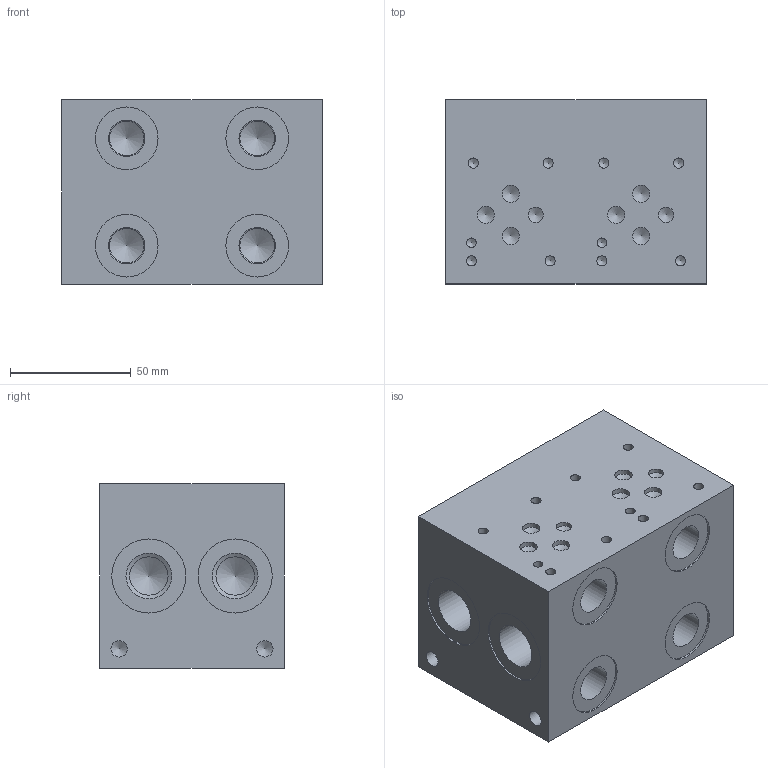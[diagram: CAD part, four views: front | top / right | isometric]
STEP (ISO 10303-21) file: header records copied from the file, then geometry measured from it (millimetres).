
FILE_DESCRIPTION((''),'2;1');
FILE_NAME('AD03P022B.stp','2013-04-16T07:31:43',('juliea'),(''),'Autodesk Inventor 2012','Autodesk Inventor 2012','');
FILE_SCHEMA(('AUTOMOTIVE_DESIGN { 1 0 10303 214 1 1 1 1 }'));
Length unit declared in the file: millimetre
Products named in the file (1): AD03P022B
Bounding box: 107.95 x 76.2 x 76.2 mm (x, y, z)
Volume: 576460.3 mm3; surface area: 58293.9 mm2
Topology: 1 solids, 1 shells, 98 faces, 218 edges, 130 vertices
Faces by surface type: cylinder 46, cone 38, plane 14
Full cylindrical faces by diameter (mm): 3.962 x2, 4.216 x8, 6.35 x2, 6.756 x4, 7.137 x6, 14.3 x4, 15.062 x4, 15.875 x4, 18.923 x4, 25.933 x4, 30.683 x4
Entity records: 2022 total; most frequent: DIRECTION 394, CARTESIAN_POINT 303, ORIENTED_EDGE 208, AXIS2_PLACEMENT_3D 191, EDGE_LOOP 190, EDGE_CURVE 104, VERTEX_POINT 100, FACE_OUTER_BOUND 98
